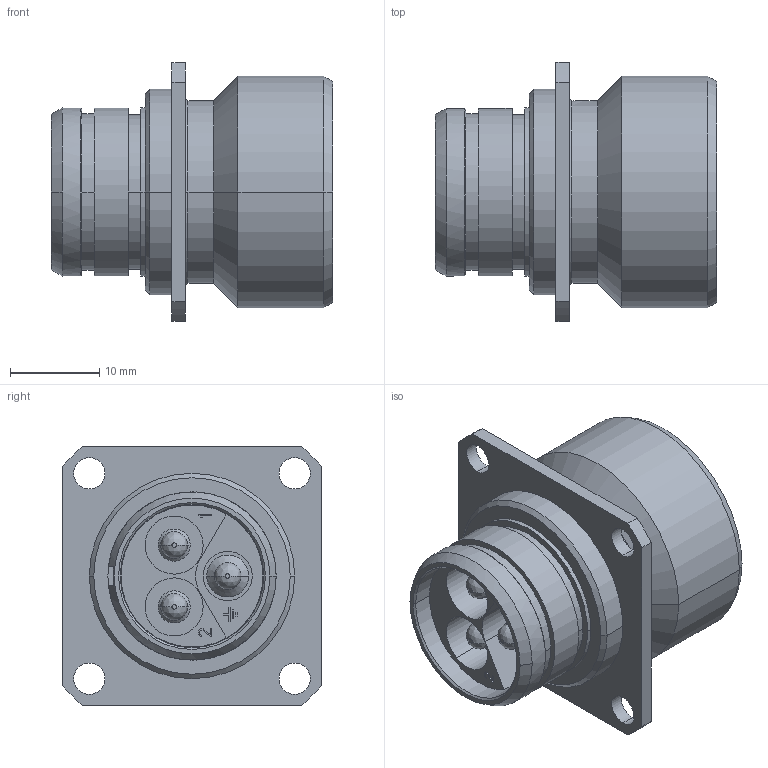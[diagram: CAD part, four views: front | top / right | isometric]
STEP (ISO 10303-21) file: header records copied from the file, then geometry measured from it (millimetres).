
FILE_DESCRIPTION((''),'2;1');
FILE_NAME('1331ER303MZ','2024-08-12T10:55:42',('paultorloting'),('NET AG system integration'),'CREO PARAMETRIC BY PTC INC, 2021404','CREO PARAMETRIC BY PTC INC, 2021404','');
FILE_SCHEMA(('AUTOMOTIVE_DESIGN { 1 0 10303 214 1 1 1 1 }'));
Length unit declared in the file: millimetre
Products named in the file (1): 1331ER303MZ
Bounding box: 31.5 x 29 x 29 mm (x, y, z)
Volume: 9171.4 mm3; surface area: 7909 mm2
Topology: 1 solids, 1 shells, 270 faces, 672 edges, 429 vertices
Faces by surface type: plane 118, cylinder 95, cone 35, bspline 12, torus 10
Entity records: 14627 total; most frequent: CARTESIAN_POINT 5884, DIRECTION 1363, ORIENTED_EDGE 1344, EDGE_CURVE 672, AXIS2_PLACEMENT_3D 493, VERTEX_POINT 429, VECTOR 374, LINE 374
